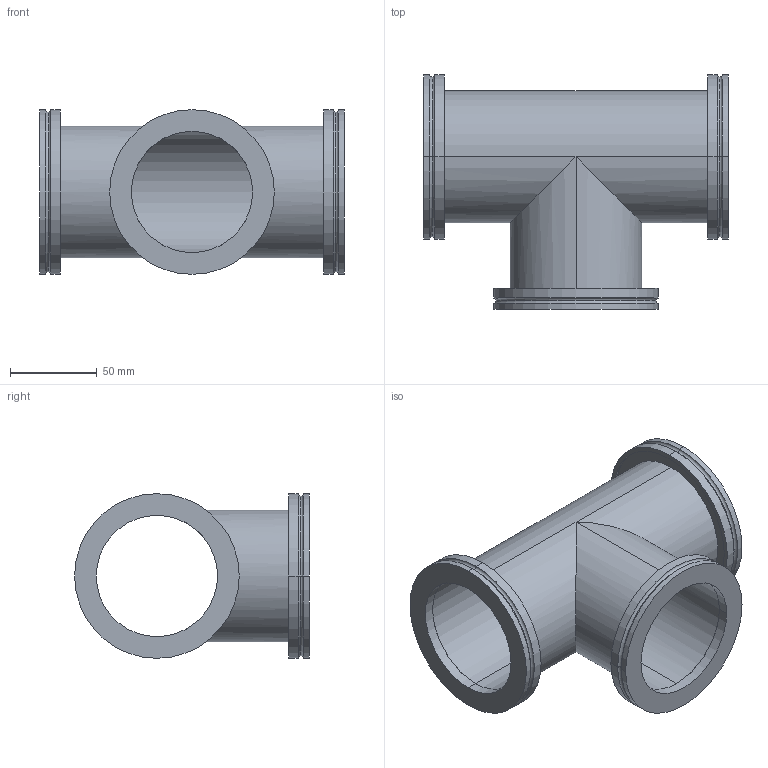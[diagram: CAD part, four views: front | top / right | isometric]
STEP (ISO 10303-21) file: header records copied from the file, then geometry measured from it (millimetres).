
FILE_DESCRIPTION (( 'STEP AP214' ), '1' );
FILE_NAME ('320RTS063.stp', '2017-06-02T08:01:13', ( '' ), ( '' ), 'SwSTEP 2.0', 'SolidWorks 2015', '' );
FILE_SCHEMA (( 'AUTOMOTIVE_DESIGN' ));
Length unit declared in the file: millimetre
Products named in the file (1): 320RTS063
Bounding box: 176 x 135.5 x 95 mm (x, y, z)
Volume: 229667.7 mm3; surface area: 129612.9 mm2
Topology: 1 solids, 1 shells, 67 faces, 136 edges, 82 vertices
Faces by surface type: cylinder 40, plane 15, torus 12
Entity records: 2551 total; most frequent: DIRECTION 358, CARTESIAN_POINT 298, ORIENTED_EDGE 272, AXIS2_PLACEMENT_3D 158, EDGE_CURVE 136, CIRCLE 90, EDGE_LOOP 82, VERTEX_POINT 82
